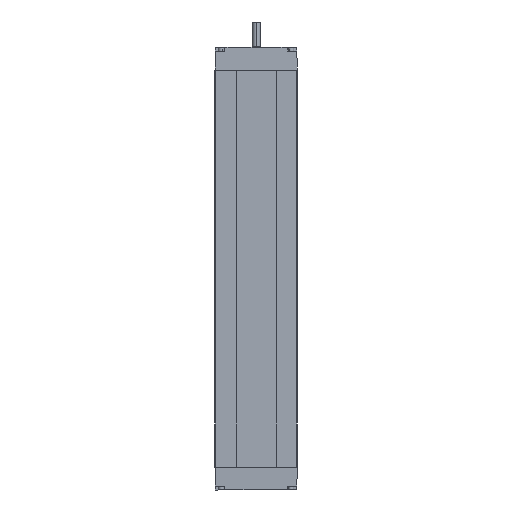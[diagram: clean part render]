
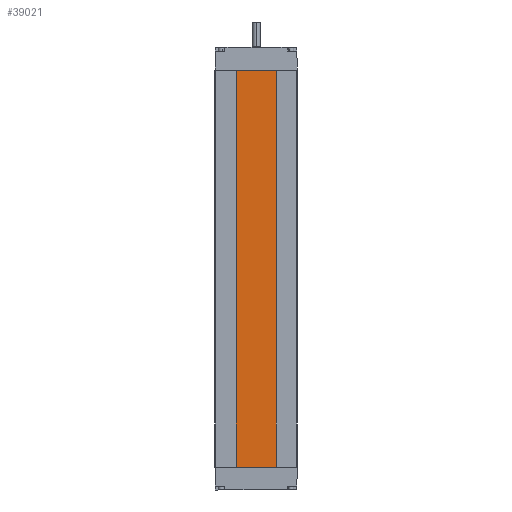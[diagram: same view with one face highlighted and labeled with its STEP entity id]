
A CAD part, front view. The second image highlights one B-rep face of the part: STEP entity #39021.
In plain terms, the highlighted planar face has unit normal (0, -1, 0).
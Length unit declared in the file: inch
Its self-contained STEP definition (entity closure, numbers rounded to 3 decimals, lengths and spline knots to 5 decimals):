
#7363 = ORIENTED_EDGE ( 'NONE', *, *, #127400, .F. ) ;
#8131 = VECTOR ( 'NONE', #11335, 39.37008 ) ;
#9754 = CARTESIAN_POINT ( 'NONE',  ( -1.38478, -1.30733, -27.55906 ) ) ;
#11335 = DIRECTION ( 'NONE',  ( 1., 0., 0. ) ) ;
#13540 = LINE ( 'NONE', #71794, #133480 ) ;
#14143 = EDGE_CURVE ( 'NONE', #63018, #31141, #13540, .T. ) ;
#22387 = CARTESIAN_POINT ( 'NONE',  ( -1.38478, -1.30733, -27.55906 ) ) ;
#25610 = EDGE_CURVE ( 'NONE', #80154, #31141, #53715, .T. ) ;
#31141 = VERTEX_POINT ( 'NONE', #74470 ) ;
#39021 = ADVANCED_FACE ( 'NONE', ( #65109 ), #135787, .T. ) ;
#40439 = DIRECTION ( 'NONE',  ( 1., 0., 0. ) ) ;
#45246 = LINE ( 'NONE', #22387, #8131 ) ;
#47438 = DIRECTION ( 'NONE',  ( 0., 0., 1. ) ) ;
#48879 = ORIENTED_EDGE ( 'NONE', *, *, #115292, .T. ) ;
#53715 = LINE ( 'NONE', #145835, #118497 ) ;
#63018 = VERTEX_POINT ( 'NONE', #101661 ) ;
#65109 = FACE_OUTER_BOUND ( 'NONE', #80112, .T. ) ;
#69130 = CARTESIAN_POINT ( 'NONE',  ( -1.38478, -1.30733, -27.55906 ) ) ;
#70356 = LINE ( 'NONE', #9754, #119928 ) ;
#71794 = CARTESIAN_POINT ( 'NONE',  ( 1.38478, -1.30733, -27.55906 ) ) ;
#74470 = CARTESIAN_POINT ( 'NONE',  ( 1.38478, -1.30733, 0. ) ) ;
#74568 = CARTESIAN_POINT ( 'NONE',  ( -1.38478, -1.30733, 0. ) ) ;
#80112 = EDGE_LOOP ( 'NONE', ( #108468, #7363, #48879, #97882 ) ) ;
#80154 = VERTEX_POINT ( 'NONE', #74568 ) ;
#81322 = DIRECTION ( 'NONE',  ( 0., 0., 1. ) ) ;
#92510 = VERTEX_POINT ( 'NONE', #69130 ) ;
#97882 = ORIENTED_EDGE ( 'NONE', *, *, #14143, .T. ) ;
#101661 = CARTESIAN_POINT ( 'NONE',  ( 1.38478, -1.30733, -27.55906 ) ) ;
#104990 = DIRECTION ( 'NONE',  ( 0., -1., 0. ) ) ;
#108468 = ORIENTED_EDGE ( 'NONE', *, *, #25610, .F. ) ;
#115292 = EDGE_CURVE ( 'NONE', #92510, #63018, #45246, .T. ) ;
#118497 = VECTOR ( 'NONE', #40439, 39.37008 ) ;
#119928 = VECTOR ( 'NONE', #81322, 39.37008 ) ;
#127400 = EDGE_CURVE ( 'NONE', #92510, #80154, #70356, .T. ) ;
#133480 = VECTOR ( 'NONE', #47438, 39.37008 ) ;
#133700 = AXIS2_PLACEMENT_3D ( 'NONE', #139616, #104990, #152894 ) ;
#135787 = PLANE ( 'NONE',  #133700 ) ;
#139616 = CARTESIAN_POINT ( 'NONE',  ( -1.38478, -1.30733, -27.55906 ) ) ;
#145835 = CARTESIAN_POINT ( 'NONE',  ( -1.38478, -1.30733, 0. ) ) ;
#152894 = DIRECTION ( 'NONE',  ( 1., 0., 0. ) ) ;
